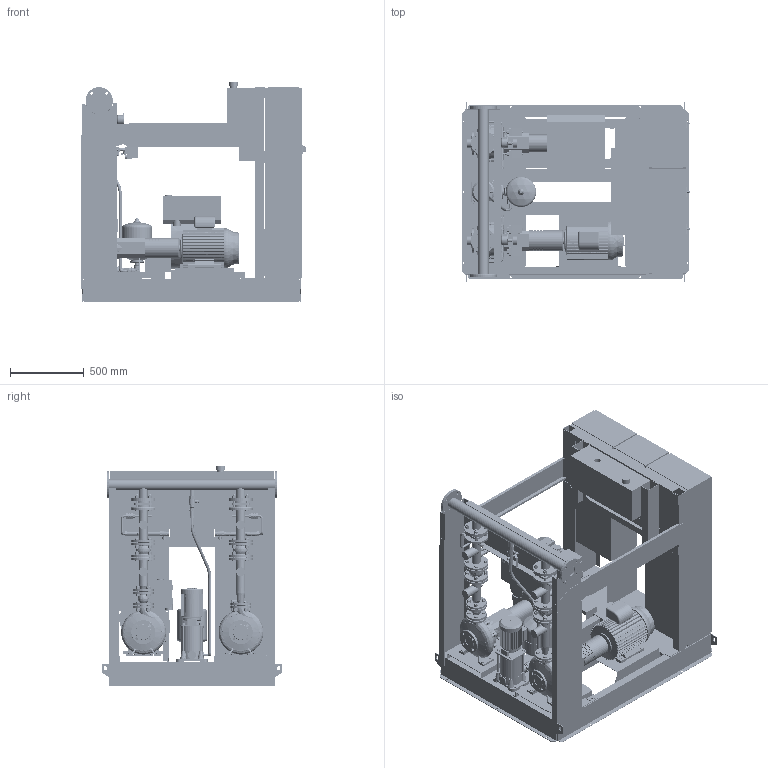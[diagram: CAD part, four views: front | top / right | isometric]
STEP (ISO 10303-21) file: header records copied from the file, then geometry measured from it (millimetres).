
FILE_DESCRIPTION((''),'2;1');
FILE_NAME('3d_Sifire-EN-32_200-205-7.5_6.8_0.75EDJ-4183997.stp','2015-05-26T07:58:47',(''),(''),'Mechanical Desktop 2009','Mechanical Desktop 2009',', , ');
FILE_SCHEMA(('CONFIG_CONTROL_DESIGN'));
Length unit declared in the file: millimetre
Products named in the file (1): Product
Bounding box: 1554.5 x 1230 x 1500 mm (x, y, z)
Volume: 463354166.2 mm3; surface area: 32091288.3 mm2
Topology: 248 solids, 248 shells, 5920 faces, 14237 edges, 9062 vertices
Faces by surface type: plane 2211, bspline 1902, cylinder 1097, cone 536, torus 142, sphere 32
Entity records: 190288 total; most frequent: CARTESIAN_POINT 60432, ORIENTED_EDGE 28422, DIRECTION 24406, EDGE_CURVE 14211, VERTEX_POINT 9061, AXIS2_PLACEMENT_3D 8233, VECTOR 7940, LINE 7940
